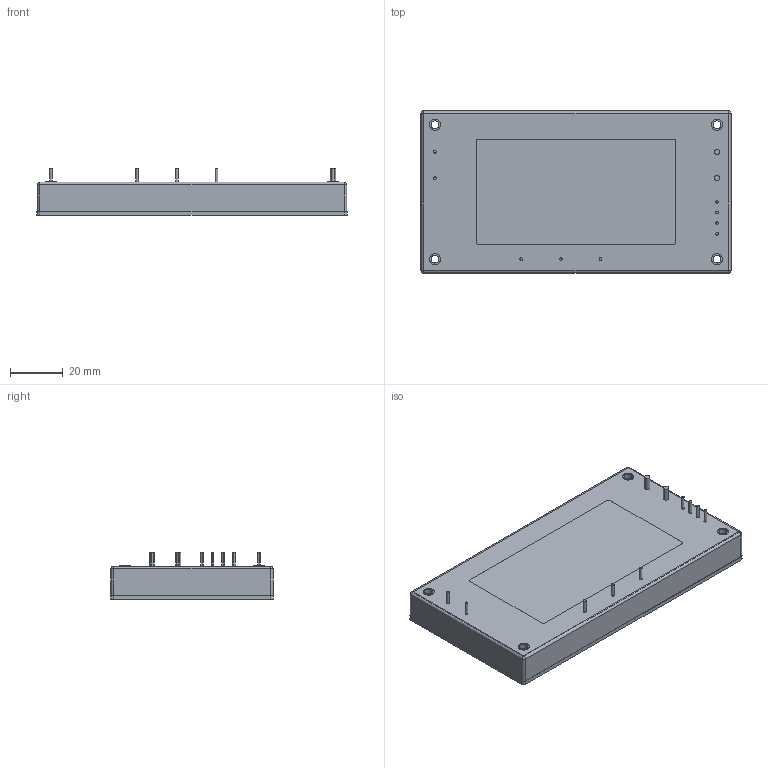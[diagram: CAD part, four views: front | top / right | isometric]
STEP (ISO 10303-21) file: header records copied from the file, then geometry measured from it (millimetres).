
FILE_DESCRIPTION(('CoCreate Modeling STEP Export'),'2;1');
FILE_NAME('3d-tuns300.pkg.igs.stp','2014-10-08T16:08:15',(''),(''),'CoCreate Modeling STEP processor for AP214 (Solid Model)','CoCreate Modeling 17.0 01-Apr-2010 (C) Parametric Technology GmbH','');
FILE_SCHEMA(('AUTOMOTIVE_DESIGN { 1 0 10303 214 1 1 1 1 }'));
Length unit declared in the file: millimetre
Products named in the file (1): TUNS300F
Bounding box: 117.3 x 61.5 x 17.7 mm (x, y, z)
Volume: 16696.1 mm3; surface area: 37351.5 mm2
Topology: 1 solids, 2 shells, 112 faces, 262 edges, 168 vertices
Faces by surface type: cylinder 66, plane 42, sphere 4
Entity records: 3494 total; most frequent: ORIENTED_EDGE 516, DIRECTION 472, CARTESIAN_POINT 467, EDGE_CURVE 258, AXIS2_PLACEMENT_3D 173, VERTEX_POINT 168, EDGE_LOOP 146, VECTOR 126
